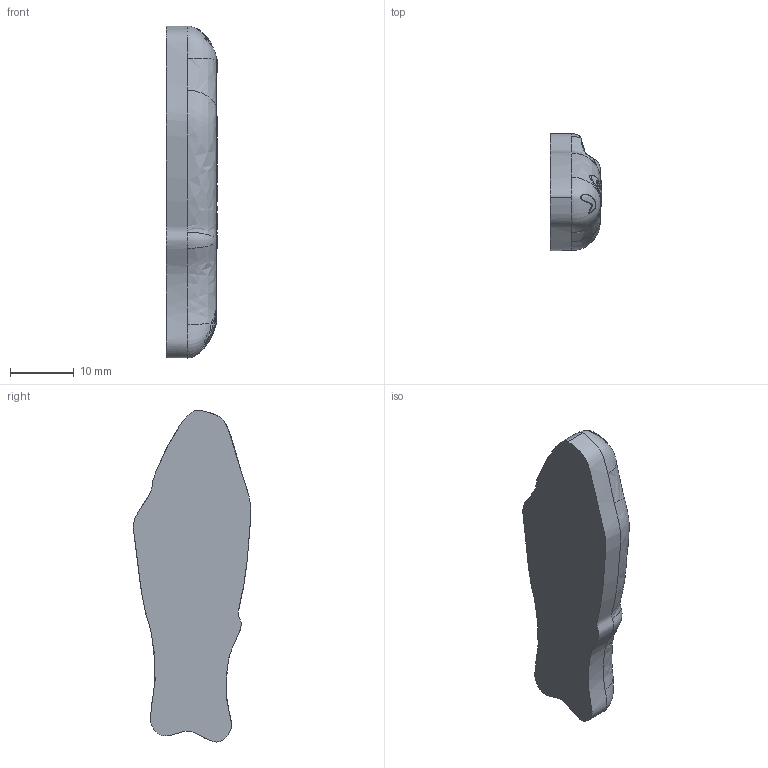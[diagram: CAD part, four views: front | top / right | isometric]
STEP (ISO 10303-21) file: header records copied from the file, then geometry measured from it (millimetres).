
FILE_DESCRIPTION (( 'STEP AP203' ), '1' );
FILE_NAME ('in_test_step_needs_workaround.step'), '2021-12-30T05:12:11', ( 'Administrator' ), ( 'Managed by Terraform' ), 'SwSTEP 2.0', 'SolidWorks 2017', '' );
FILE_SCHEMA (( 'CONFIG_CONTROL_DESIGN' ));
Length unit declared in the file: inch
Products named in the file (1): 1983N13_Original Red Swedish Fish
Bounding box: 8.09 x 18.36 x 52.07 mm (x, y, z)
Volume: 4739.4 mm3; surface area: 2136.6 mm2
Topology: 1 solids, 1 shells, 164 faces, 447 edges, 294 vertices
Faces by surface type: plane 86, bspline 78
Entity records: 17087 total; most frequent: CARTESIAN_POINT 13565, ORIENTED_EDGE 884, EDGE_CURVE 442, DIRECTION 401, VERTEX_POINT 294, B_SPLINE_CURVE_WITH_KNOTS 220, VECTOR 217, LINE 217
